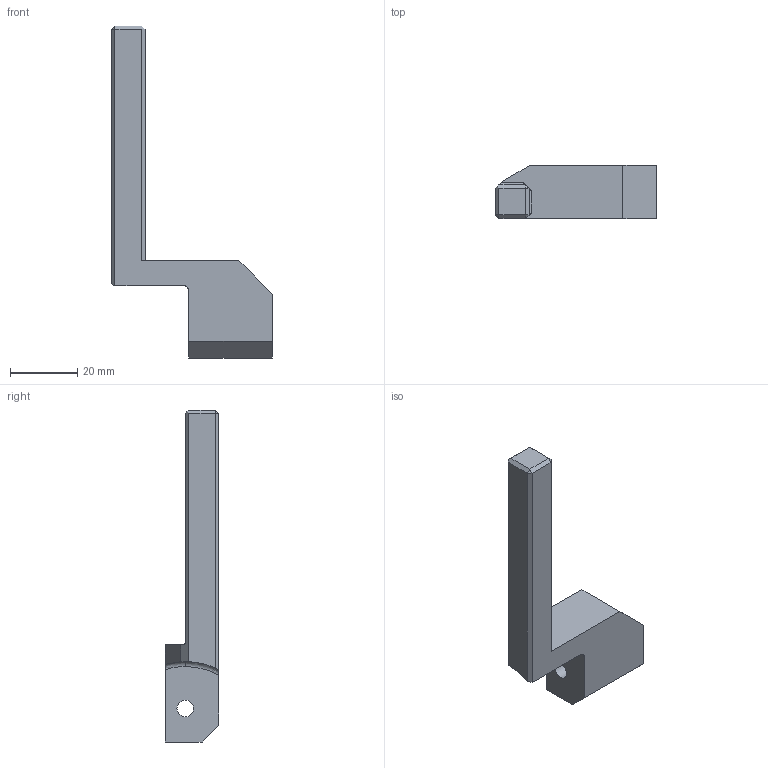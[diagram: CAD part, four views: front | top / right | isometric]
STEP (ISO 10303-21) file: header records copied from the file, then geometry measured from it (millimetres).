
FILE_DESCRIPTION(/* description */ (''),/* implementation_level */ '2;1');
FILE_NAME(/* name */ '1587020212944.stp',/* time_stamp */ '2020-04-16T12:27:05+06:00',/* author */ (''),/* organization */ ('SMS'),/* preprocessor_version */ 'ST-DEVELOPER v16.7',/* originating_system */ 'SIEMENS PLM Software NX 12.0',/* authorisation */ '');
FILE_SCHEMA (('AUTOMOTIVE_DESIGN { 1 0 10303 214 3 1 1 1 }'));
Length unit declared in the file: millimetre
Products named in the file (1): 202965456mod000_00
Bounding box: 48 x 16 x 99 mm (x, y, z)
Volume: 18727.3 mm3; surface area: 6803.5 mm2
Topology: 1 solids, 2 shells, 34 faces, 85 edges, 56 vertices
Faces by surface type: plane 25, cylinder 5, torus 2, cone 2
Full cylindrical faces by diameter (mm): 5 x1
Entity records: 1124 total; most frequent: CARTESIAN_POINT 241, ORIENTED_EDGE 174, DIRECTION 165, EDGE_CURVE 87, LINE 65, VECTOR 65, VERTEX_POINT 59, AXIS2_PLACEMENT_3D 50
